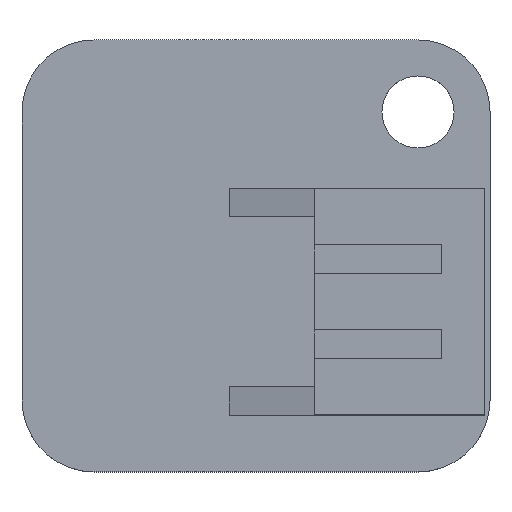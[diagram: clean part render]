
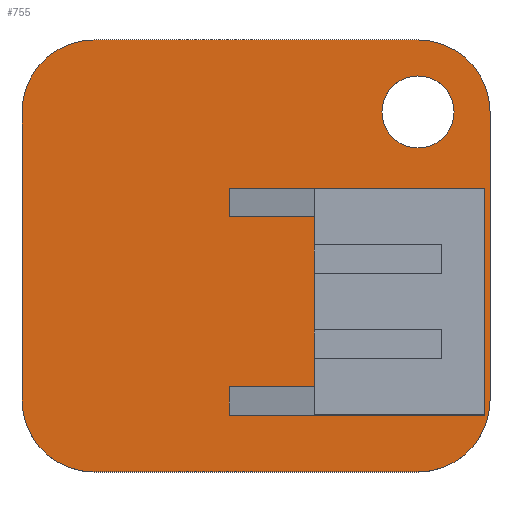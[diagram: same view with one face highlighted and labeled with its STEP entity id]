
A CAD part, top view. The second image highlights one B-rep face of the part: STEP entity #755.
In plain terms, the highlighted planar face has unit normal (0, 0, 1).
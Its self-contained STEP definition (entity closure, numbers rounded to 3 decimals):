
#16=CIRCLE('',#808,2.54);
#17=CIRCLE('',#811,2.54);
#18=CIRCLE('',#812,2.54);
#19=CIRCLE('',#813,2.54);
#20=CIRCLE('',#814,1.27);
#31=FACE_BOUND('',#105,.T.);
#32=FACE_BOUND('',#106,.T.);
#64=FACE_OUTER_BOUND('',#104,.T.);
#104=EDGE_LOOP('',(#637,#638,#639,#640,#641,#642,#643,#644));
#105=EDGE_LOOP('',(#645,#646,#647,#648,#649,#650,#651,#652));
#106=EDGE_LOOP('',(#653));
#166=LINE('',#1128,#261);
#172=LINE('',#1140,#267);
#176=LINE('',#1147,#271);
#179=LINE('',#1153,#274);
#182=LINE('',#1159,#277);
#186=LINE('',#1167,#281);
#189=LINE('',#1173,#284);
#192=LINE('',#1178,#287);
#196=LINE('',#1192,#291);
#199=LINE('',#1198,#294);
#200=LINE('',#1202,#295);
#201=LINE('',#1206,#296);
#261=VECTOR('',#915,10.);
#267=VECTOR('',#923,10.);
#271=VECTOR('',#929,10.);
#274=VECTOR('',#936,10.);
#277=VECTOR('',#941,10.);
#281=VECTOR('',#949,10.);
#284=VECTOR('',#954,10.);
#287=VECTOR('',#959,10.);
#291=VECTOR('',#973,10.);
#294=VECTOR('',#978,10.);
#295=VECTOR('',#981,10.);
#296=VECTOR('',#984,10.);
#341=VERTEX_POINT('',#1125);
#342=VERTEX_POINT('',#1127);
#346=VERTEX_POINT('',#1138);
#347=VERTEX_POINT('',#1139);
#350=VERTEX_POINT('',#1152);
#352=VERTEX_POINT('',#1158);
#354=VERTEX_POINT('',#1166);
#356=VERTEX_POINT('',#1172);
#360=VERTEX_POINT('',#1185);
#361=VERTEX_POINT('',#1187);
#362=VERTEX_POINT('',#1191);
#364=VERTEX_POINT('',#1197);
#365=VERTEX_POINT('',#1199);
#366=VERTEX_POINT('',#1201);
#367=VERTEX_POINT('',#1203);
#368=VERTEX_POINT('',#1205);
#369=VERTEX_POINT('',#1208);
#426=EDGE_CURVE('',#342,#341,#166,.T.);
#432=EDGE_CURVE('',#346,#347,#172,.T.);
#436=EDGE_CURVE('',#347,#342,#176,.T.);
#439=EDGE_CURVE('',#350,#346,#179,.T.);
#442=EDGE_CURVE('',#352,#350,#182,.T.);
#446=EDGE_CURVE('',#341,#354,#186,.T.);
#449=EDGE_CURVE('',#354,#356,#189,.T.);
#452=EDGE_CURVE('',#356,#352,#192,.T.);
#456=EDGE_CURVE('',#360,#361,#16,.T.);
#458=EDGE_CURVE('',#362,#361,#196,.T.);
#461=EDGE_CURVE('',#360,#364,#199,.T.);
#462=EDGE_CURVE('',#365,#364,#17,.T.);
#463=EDGE_CURVE('',#365,#366,#200,.T.);
#464=EDGE_CURVE('',#367,#366,#18,.T.);
#465=EDGE_CURVE('',#367,#368,#201,.T.);
#466=EDGE_CURVE('',#362,#368,#19,.T.);
#467=EDGE_CURVE('',#369,#369,#20,.T.);
#637=ORIENTED_EDGE('',*,*,#456,.F.);
#638=ORIENTED_EDGE('',*,*,#461,.T.);
#639=ORIENTED_EDGE('',*,*,#462,.F.);
#640=ORIENTED_EDGE('',*,*,#463,.T.);
#641=ORIENTED_EDGE('',*,*,#464,.F.);
#642=ORIENTED_EDGE('',*,*,#465,.T.);
#643=ORIENTED_EDGE('',*,*,#466,.F.);
#644=ORIENTED_EDGE('',*,*,#458,.T.);
#645=ORIENTED_EDGE('',*,*,#436,.T.);
#646=ORIENTED_EDGE('',*,*,#426,.T.);
#647=ORIENTED_EDGE('',*,*,#446,.T.);
#648=ORIENTED_EDGE('',*,*,#449,.T.);
#649=ORIENTED_EDGE('',*,*,#452,.T.);
#650=ORIENTED_EDGE('',*,*,#442,.T.);
#651=ORIENTED_EDGE('',*,*,#439,.T.);
#652=ORIENTED_EDGE('',*,*,#432,.T.);
#653=ORIENTED_EDGE('',*,*,#467,.T.);
#720=PLANE('',#810);
#755=ADVANCED_FACE('',(#64,#31,#32),#720,.T.);
#808=AXIS2_PLACEMENT_3D('',#1188,#968,#969);
#810=AXIS2_PLACEMENT_3D('',#1196,#976,#977);
#811=AXIS2_PLACEMENT_3D('',#1200,#979,#980);
#812=AXIS2_PLACEMENT_3D('',#1204,#982,#983);
#813=AXIS2_PLACEMENT_3D('',#1207,#985,#986);
#814=AXIS2_PLACEMENT_3D('',#1209,#987,#988);
#915=DIRECTION('',(0.,1.,0.));
#923=DIRECTION('',(0.,1.,0.));
#929=DIRECTION('',(1.,0.,0.));
#936=DIRECTION('',(-1.,0.,0.));
#941=DIRECTION('',(0.,-1.,0.));
#949=DIRECTION('',(-1.,0.,0.));
#954=DIRECTION('',(0.,1.,0.));
#959=DIRECTION('',(1.,0.,0.));
#968=DIRECTION('center_axis',(0.,0.,-1.));
#969=DIRECTION('ref_axis',(0.707,0.707,0.));
#973=DIRECTION('',(0.,1.,0.));
#976=DIRECTION('center_axis',(0.,0.,1.));
#977=DIRECTION('ref_axis',(1.,0.,0.));
#978=DIRECTION('',(-1.,0.,0.));
#979=DIRECTION('center_axis',(0.,0.,-1.));
#980=DIRECTION('ref_axis',(-0.707,0.707,0.));
#981=DIRECTION('',(0.,-1.,0.));
#982=DIRECTION('center_axis',(0.,0.,-1.));
#983=DIRECTION('ref_axis',(-0.707,-0.707,0.));
#984=DIRECTION('',(1.,0.,0.));
#985=DIRECTION('center_axis',(0.,0.,-1.));
#986=DIRECTION('ref_axis',(0.707,-0.707,0.));
#987=DIRECTION('center_axis',(0.,0.,-1.));
#988=DIRECTION('ref_axis',(1.,0.,0.));
#1125=CARTESIAN_POINT('',(10.31,9.,0.));
#1127=CARTESIAN_POINT('',(10.31,3.,0.));
#1128=CARTESIAN_POINT('',(10.31,8.81,0.));
#1138=CARTESIAN_POINT('',(7.31,2.,0.));
#1139=CARTESIAN_POINT('',(7.31,3.,0.));
#1140=CARTESIAN_POINT('',(7.31,5.31,0.));
#1147=CARTESIAN_POINT('',(9.283,3.,0.));
#1152=CARTESIAN_POINT('',(16.31,2.,0.));
#1153=CARTESIAN_POINT('',(9.283,2.,0.));
#1158=CARTESIAN_POINT('',(16.31,10.,0.));
#1159=CARTESIAN_POINT('',(16.31,4.81,0.));
#1166=CARTESIAN_POINT('',(7.31,9.,0.));
#1167=CARTESIAN_POINT('',(7.783,9.,0.));
#1172=CARTESIAN_POINT('',(7.31,10.,0.));
#1173=CARTESIAN_POINT('',(7.31,8.81,0.));
#1178=CARTESIAN_POINT('',(9.283,10.,0.));
#1185=CARTESIAN_POINT('',(13.97,15.24,0.));
#1187=CARTESIAN_POINT('',(16.51,12.7,0.));
#1188=CARTESIAN_POINT('Origin',(13.97,12.7,0.));
#1191=CARTESIAN_POINT('',(16.51,2.54,0.));
#1192=CARTESIAN_POINT('',(16.51,0.,0.));
#1196=CARTESIAN_POINT('Origin',(8.255,7.62,0.));
#1197=CARTESIAN_POINT('',(2.54,15.24,0.));
#1198=CARTESIAN_POINT('',(16.51,15.24,0.));
#1199=CARTESIAN_POINT('',(0.,12.7,0.));
#1200=CARTESIAN_POINT('Origin',(2.54,12.7,0.));
#1201=CARTESIAN_POINT('',(0.,2.54,0.));
#1202=CARTESIAN_POINT('',(0.,15.24,0.));
#1203=CARTESIAN_POINT('',(2.54,0.,0.));
#1204=CARTESIAN_POINT('Origin',(2.54,2.54,0.));
#1205=CARTESIAN_POINT('',(13.97,0.,0.));
#1206=CARTESIAN_POINT('',(0.,0.,0.));
#1207=CARTESIAN_POINT('Origin',(13.97,2.54,0.));
#1208=CARTESIAN_POINT('',(12.7,12.7,0.));
#1209=CARTESIAN_POINT('Origin',(13.97,12.7,0.));
